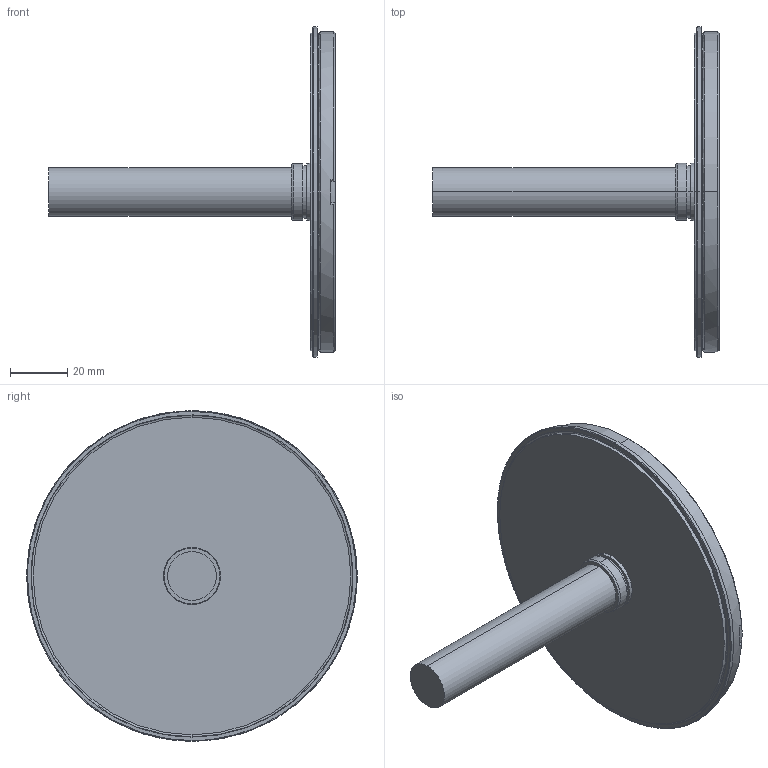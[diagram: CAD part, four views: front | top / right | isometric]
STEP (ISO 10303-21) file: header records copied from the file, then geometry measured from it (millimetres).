
FILE_DESCRIPTION (( 'STEP AP203' ), '1' );
FILE_NAME ('31362_Default_sldprt.STEP', '2025-12-17T02:05:25', ( '' ), ( '' ), 'SwSTEP 2.0', 'SolidWorks 2020', '' );
FILE_SCHEMA (( 'CONFIG_CONTROL_DESIGN' ));
Length unit declared in the file: centimetre
Products named in the file (1): 31362_Default_sldprt
Bounding box: 100.1 x 115.5 x 115.5 mm (x, y, z)
Volume: 108460.7 mm3; surface area: 29247.6 mm2
Topology: 1 solids, 1 shells, 41 faces, 83 edges, 50 vertices
Faces by surface type: cylinder 15, plane 11, bspline 8, cone 7
Entity records: 1491 total; most frequent: CARTESIAN_POINT 563, DIRECTION 192, ORIENTED_EDGE 166, AXIS2_PLACEMENT_3D 83, EDGE_CURVE 83, VERTEX_POINT 50, CIRCLE 49, EDGE_LOOP 47
